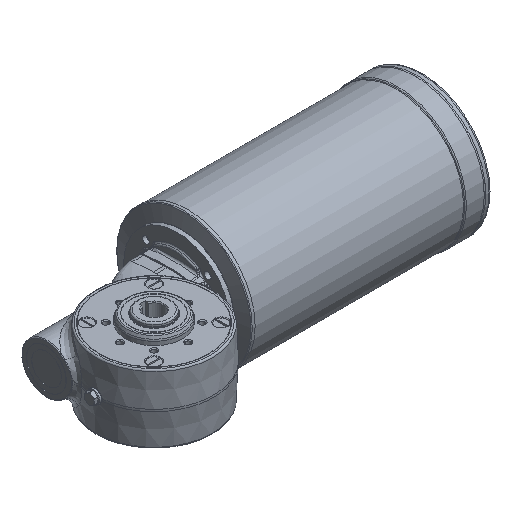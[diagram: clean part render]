
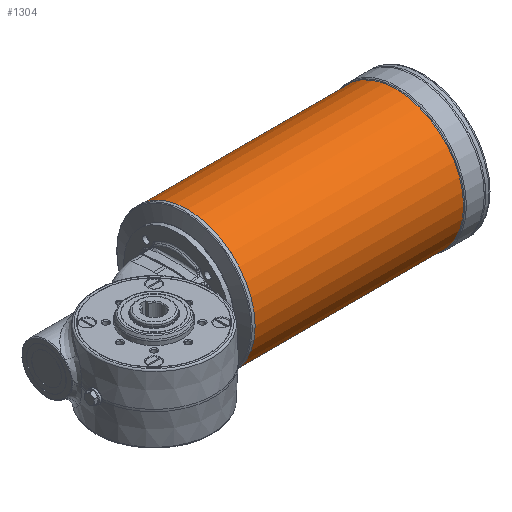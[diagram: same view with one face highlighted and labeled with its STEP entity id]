
A CAD part, isometric view. The second image highlights one B-rep face of the part: STEP entity #1304.
In plain terms, the highlighted cylindrical face has radius 89 mm (diameter 178 mm), a full revolution.
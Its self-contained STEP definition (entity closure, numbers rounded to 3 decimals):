
#1304 = ADVANCED_FACE( '', ( #2952, #2953 ), #2954, .T. );
#2952 = FACE_OUTER_BOUND( '', #12467, .T. );
#2953 = FACE_OUTER_BOUND( '', #12468, .T. );
#2954 = CYLINDRICAL_SURFACE( '', #12469, 89. );
#12467 = EDGE_LOOP( '', ( #17835 ) );
#12468 = EDGE_LOOP( '', ( #17836 ) );
#12469 = AXIS2_PLACEMENT_3D( '', #17837, #17838, #17839 );
#17835 = ORIENTED_EDGE( '', *, *, #19770, .T. );
#17836 = ORIENTED_EDGE( '', *, *, #18981, .T. );
#17837 = CARTESIAN_POINT( '', ( 267.168, 63., 0. ) );
#17838 = DIRECTION( '', ( -1., 0., 0. ) );
#17839 = DIRECTION( '', ( 0., 1., 0. ) );
#18981 = EDGE_CURVE( '', #20566, #20566, #20567, .T. );
#19770 = EDGE_CURVE( '', #21774, #21774, #21775, .F. );
#20566 = VERTEX_POINT( '', #23127 );
#20567 = CIRCLE( '', #23128, 89. );
#21774 = VERTEX_POINT( '', #27486 );
#21775 = CIRCLE( '', #27487, 89. );
#23127 = CARTESIAN_POINT( '', ( 107., 152., 0. ) );
#23128 = AXIS2_PLACEMENT_3D( '', #29650, #29651, #29652 );
#27486 = CARTESIAN_POINT( '', ( 381.209, 152., 0. ) );
#27487 = AXIS2_PLACEMENT_3D( '', #30481, #30482, #30483 );
#29650 = CARTESIAN_POINT( '', ( 107., 63., 0. ) );
#29651 = DIRECTION( '', ( 1., 0., 0. ) );
#29652 = DIRECTION( '', ( 0., 1., 0. ) );
#30481 = CARTESIAN_POINT( '', ( 381.209, 63., 0. ) );
#30482 = DIRECTION( '', ( 1., 0., 0. ) );
#30483 = DIRECTION( '', ( 0., 1., 0. ) );
